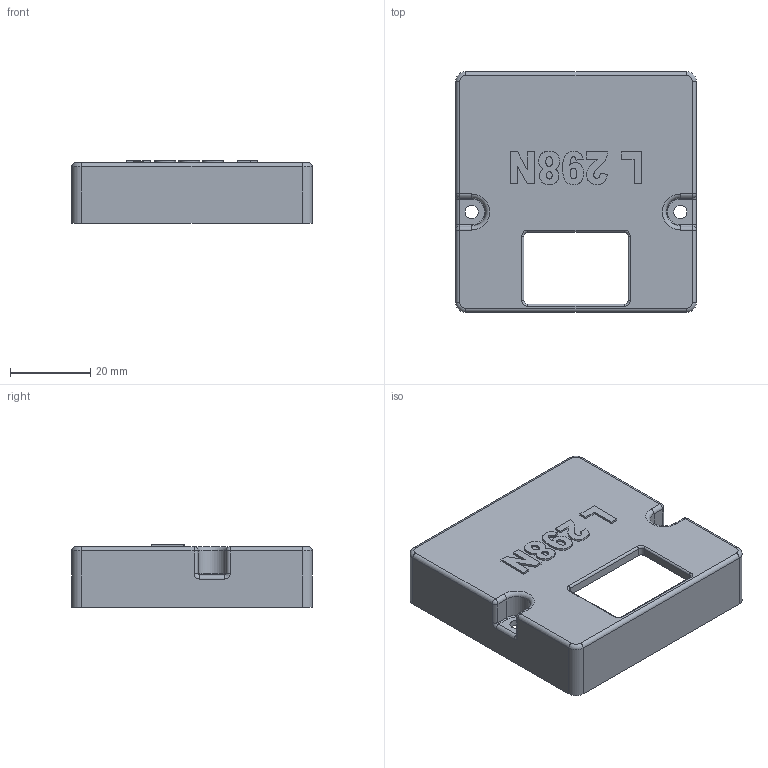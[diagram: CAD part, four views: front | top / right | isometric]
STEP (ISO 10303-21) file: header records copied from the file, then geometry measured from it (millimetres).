
FILE_DESCRIPTION(/* description */ (''),/* implementation_level */ '2;1');
FILE_NAME(/* name */ 'L298N Motor Driver_Cover.stp',/* time_stamp */ '2020-03-30T14:51:43+02:00',/* author */ (''),/* organization */ (''),/* preprocessor_version */ 'ST-DEVELOPER v16',/* originating_system */ 'SIEMENS PLM Software NX 11.0',/* authorisation */ '');
FILE_SCHEMA (('AUTOMOTIVE_DESIGN { 1 0 10303 214 3 1 1 1 }'));
Length unit declared in the file: millimetre
Products named in the file (1): aj0560B220zv1u
Bounding box: 60 x 60 x 15.5 mm (x, y, z)
Volume: 9361.6 mm3; surface area: 12862.6 mm2
Topology: 1 solids, 1 shells, 188 faces, 462 edges, 270 vertices
Faces by surface type: cylinder 72, plane 62, torus 26, sphere 14, extrusion 14
Full cylindrical faces by diameter (mm): 3.3 x2
Entity records: 5956 total; most frequent: CARTESIAN_POINT 1615, DIRECTION 904, ORIENTED_EDGE 888, EDGE_CURVE 444, AXIS2_PLACEMENT_3D 345, VERTEX_POINT 268, VECTOR 214, EDGE_LOOP 204
